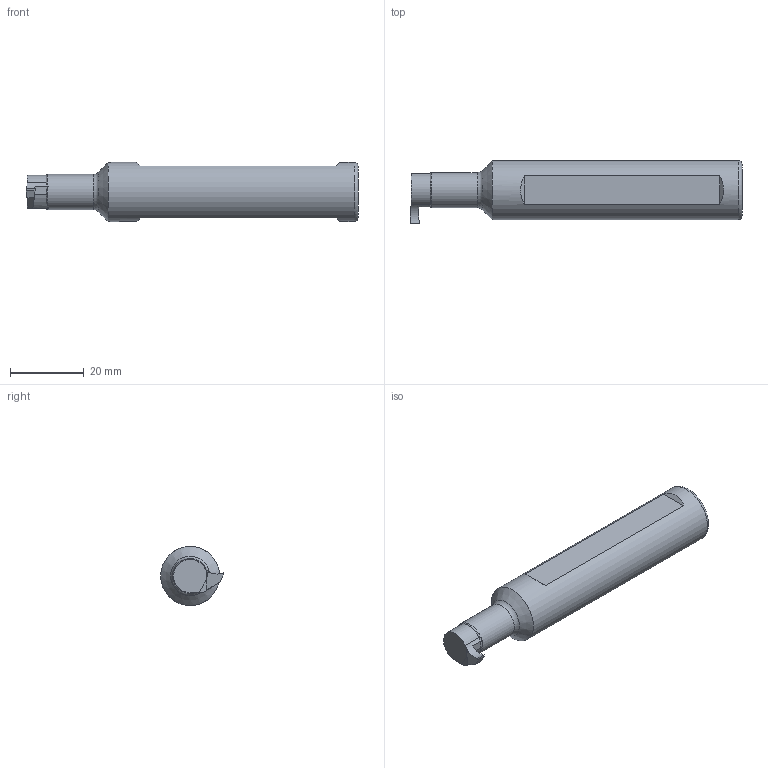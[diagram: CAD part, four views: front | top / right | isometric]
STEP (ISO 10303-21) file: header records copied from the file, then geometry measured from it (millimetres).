
FILE_DESCRIPTION(/* description */ (''),/* implementation_level */ '2;1');
FILE_NAME(/* name */ 'AIKT-MB09-A16-090-19.stp',/* time_stamp */ '2023-10-13T14:57:33+03:00',/* author */ (''),/* organization */ (''),/* preprocessor_version */ 'ST-DEVELOPER v19.4',/* originating_system */ 'SIEMENS PLM Software NX2306.3001',/* authorisation */ '');
FILE_SCHEMA (('AUTOMOTIVE_DESIGN { 1 0 10303 214 3 1 1 1 }'));
Length unit declared in the file: millimetre
Products named in the file (1): AIKT-MB09-A16-090-19_x_t_objects
Bounding box: 90 x 17 x 16 mm (x, y, z)
Volume: 14845.6 mm3; surface area: 4557.5 mm2
Topology: 2 solids, 2 shells, 30 faces, 70 edges, 45 vertices
Faces by surface type: plane 21, cylinder 5, torus 3, cone 1
Full cylindrical faces by diameter (mm): 9.5 x1, 16 x1
Entity records: 831 total; most frequent: DIRECTION 144, CARTESIAN_POINT 133, ORIENTED_EDGE 120, EDGE_CURVE 60, AXIS2_PLACEMENT_3D 53, VERTEX_POINT 42, EDGE_LOOP 38, LINE 38
